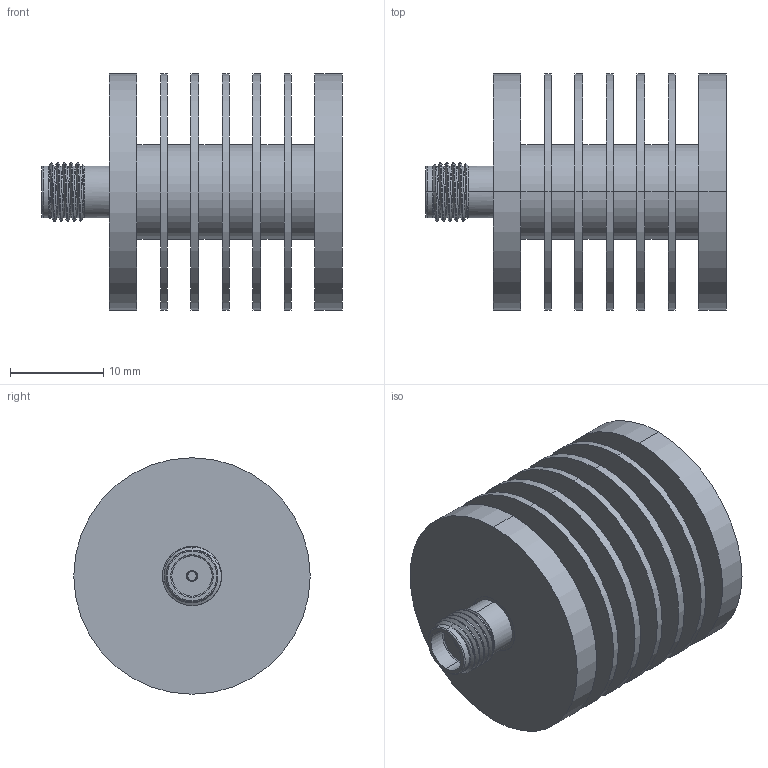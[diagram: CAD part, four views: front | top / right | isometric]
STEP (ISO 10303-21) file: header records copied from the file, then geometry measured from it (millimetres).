
FILE_DESCRIPTION (( 'STEP AP203' ), '1' );
FILE_NAME ('PE6103.step', '2019-05-24T14:22:50', ( '' ), ( '' ), 'SwSTEP 2.0', 'SolidWorks 2018', '' );
FILE_SCHEMA (( 'CONFIG_CONTROL_DESIGN' ));
Length unit declared in the file: inch
Products named in the file (1): PE6103
Bounding box: 32.26 x 25.4 x 25.4 mm (x, y, z)
Volume: 6338.1 mm3; surface area: 7630.6 mm2
Topology: 1 solids, 1 shells, 100 faces, 228 edges, 148 vertices
Faces by surface type: cylinder 52, plane 32, cone 11, bspline 3, torus 2
Entity records: 3988 total; most frequent: CARTESIAN_POINT 1663, DIRECTION 486, ORIENTED_EDGE 456, EDGE_CURVE 228, AXIS2_PLACEMENT_3D 202, VERTEX_POINT 148, EDGE_LOOP 118, CIRCLE 104
